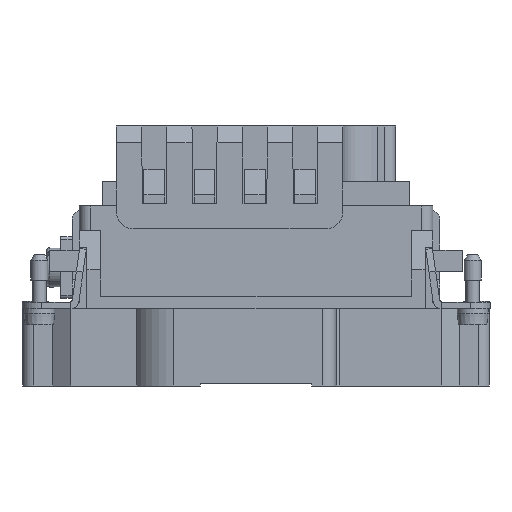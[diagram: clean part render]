
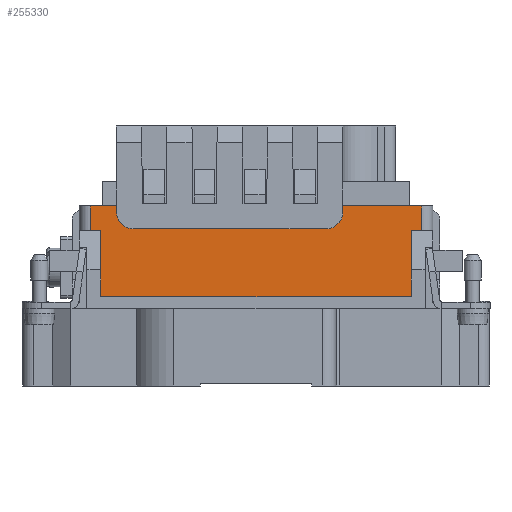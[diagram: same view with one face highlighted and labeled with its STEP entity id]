
A CAD part, front view. The second image highlights one B-rep face of the part: STEP entity #255330.
In plain terms, the highlighted face is planar.
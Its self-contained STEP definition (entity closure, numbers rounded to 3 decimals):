
#51480=CARTESIAN_POINT('',(6.064,64.652,
17.));
#51490=VERTEX_POINT('',#51480);
#51720=CARTESIAN_POINT('',(6.064,64.652,
5.2));
#51730=VERTEX_POINT('',#51720);
#51760=CARTESIAN_POINT('',(6.064,64.652,0.));
#51770=DIRECTION('',(0.,0.,1.));
#51780=VECTOR('',#51770,1.);
#51790=LINE('',#51760,#51780);
#51800=EDGE_CURVE('',#51730,#51490,#51790,.T.);
#180370=CARTESIAN_POINT('',(4.214,64.652,0.));
#180380=DIRECTION('',(0.,0.,1.));
#180390=VECTOR('',#180380,1.);
#180400=LINE('',#180370,#180390);
#180410=CARTESIAN_POINT('',(4.214,64.652,
0.8));
#180420=VERTEX_POINT('',#180410);
#180430=CARTESIAN_POINT('',(4.214,64.652,
5.2));
#180440=VERTEX_POINT('',#180430);
#180450=EDGE_CURVE('',#180420,#180440,#180400,.T.);
#185810=CARTESIAN_POINT('',(63.514,64.652,
5.2));
#185820=VERTEX_POINT('',#185810);
#185870=CARTESIAN_POINT('',(63.514,64.652,0.));
#185880=DIRECTION('',(0.,0.,-1.));
#185890=VECTOR('',#185880,1.);
#185900=LINE('',#185870,#185890);
#185910=CARTESIAN_POINT('',(63.514,64.652,
0.8));
#185920=VERTEX_POINT('',#185910);
#185930=EDGE_CURVE('',#185820,#185920,#185900,.T.);
#191110=CARTESIAN_POINT('',(61.664,64.652,
5.2));
#191120=VERTEX_POINT('',#191110);
#191210=CARTESIAN_POINT('',(61.664,64.652,
17.));
#191220=VERTEX_POINT('',#191210);
#191250=CARTESIAN_POINT('',(61.664,64.652,0.));
#191260=DIRECTION('',(0.,0.,-1.));
#191270=VECTOR('',#191260,1.);
#191280=LINE('',#191250,#191270);
#191290=EDGE_CURVE('',#191220,#191120,#191280,.T.);
#192600=CARTESIAN_POINT('',(0.,64.652,5.2));
#192610=DIRECTION('',(1.,0.,0.));
#192620=VECTOR('',#192610,1.);
#192630=LINE('',#192600,#192620);
#192640=EDGE_CURVE('',#191120,#185820,#192630,.T.);
#200610=CARTESIAN_POINT('',(0.,64.652,17.));
#200620=DIRECTION('',(-1.,0.,0.));
#200630=VECTOR('',#200620,1.);
#200640=LINE('',#200610,#200630);
#200650=EDGE_CURVE('',#191220,#51490,#200640,.T.);
#219250=CARTESIAN_POINT('',(0.,64.652,5.2));
#219260=DIRECTION('',(1.,0.,0.));
#219270=VECTOR('',#219260,1.);
#219280=LINE('',#219250,#219270);
#219290=EDGE_CURVE('',#180440,#51730,#219280,.T.);
#254630=CARTESIAN_POINT('',(63.664,64.652,
5.2));
#254640=DIRECTION('',(0.,1.,-0.));
#254650=DIRECTION('',(-1.,0.,0.));
#254660=AXIS2_PLACEMENT_3D('',#254630,#254640,#254650);
#254670=PLANE('',#254660);
#254680=CARTESIAN_POINT('',(0.,64.652,0.8));
#254690=DIRECTION('',(1.,0.,0.));
#254700=VECTOR('',#254690,1.);
#254710=LINE('',#254680,#254700);
#254720=CARTESIAN_POINT('',(49.414,64.652,
0.8));
#254730=VERTEX_POINT('',#254720);
#254740=EDGE_CURVE('',#254730,#185920,#254710,.T.);
#254750=ORIENTED_EDGE('',*,*,#254740,.F.);
#254760=ORIENTED_EDGE('',*,*,#185930,.T.);
#254770=ORIENTED_EDGE('',*,*,#192640,.T.);
#254780=ORIENTED_EDGE('',*,*,#191290,.T.);
#254790=ORIENTED_EDGE('',*,*,#200650,.F.);
#254800=ORIENTED_EDGE('',*,*,#51800,.T.);
#254810=ORIENTED_EDGE('',*,*,#219290,.T.);
#254820=ORIENTED_EDGE('',*,*,#180450,.T.);
#254830=CARTESIAN_POINT('',(0.,64.652,0.8));
#254840=DIRECTION('',(1.,0.,0.));
#254850=VECTOR('',#254840,1.);
#254860=LINE('',#254830,#254850);
#254870=CARTESIAN_POINT('',(8.914,64.652,
0.8));
#254880=VERTEX_POINT('',#254870);
#254890=EDGE_CURVE('',#180420,#254880,#254860,.T.);
#254900=ORIENTED_EDGE('',*,*,#254890,.F.);
#254910=CARTESIAN_POINT('',(8.914,64.652,0.));
#254920=DIRECTION('',(0.,0.,-1.));
#254930=VECTOR('',#254920,1.);
#254940=LINE('',#254910,#254930);
#254950=CARTESIAN_POINT('',(8.914,64.652,
1.9));
#254960=VERTEX_POINT('',#254950);
#254970=EDGE_CURVE('',#254960,#254880,#254940,.T.);
#254980=ORIENTED_EDGE('',*,*,#254970,.T.);
#254990=CARTESIAN_POINT('',(11.914,64.652,
1.9));
#255000=DIRECTION('',(0.,-1.,0.));
#255010=DIRECTION('',(1.,0.,0.));
#255020=AXIS2_PLACEMENT_3D('',#254990,#255000,#255010);
#255030=CIRCLE('',#255020,3.);
#255040=CARTESIAN_POINT('',(11.914,64.652,
4.9));
#255050=VERTEX_POINT('',#255040);
#255060=EDGE_CURVE('',#255050,#254960,#255030,.T.);
#255070=ORIENTED_EDGE('',*,*,#255060,.T.);
#255080=CARTESIAN_POINT('',(0.,64.652,4.9));
#255090=DIRECTION('',(1.,0.,0.));
#255100=VECTOR('',#255090,1.);
#255110=LINE('',#255080,#255100);
#255120=CARTESIAN_POINT('',(46.414,64.652,
4.9));
#255130=VERTEX_POINT('',#255120);
#255140=EDGE_CURVE('',#255050,#255130,#255110,.T.);
#255150=ORIENTED_EDGE('',*,*,#255140,.F.);
#255160=CARTESIAN_POINT('',(46.414,64.652,
1.9));
#255170=DIRECTION('',(0.,1.,0.));
#255180=DIRECTION('',(-1.,0.,0.));
#255190=AXIS2_PLACEMENT_3D('',#255160,#255170,#255180);
#255200=CIRCLE('',#255190,3.);
#255210=CARTESIAN_POINT('',(49.414,64.652,
1.9));
#255220=VERTEX_POINT('',#255210);
#255230=EDGE_CURVE('',#255130,#255220,#255200,.T.);
#255240=ORIENTED_EDGE('',*,*,#255230,.F.);
#255250=CARTESIAN_POINT('',(49.414,64.652,0.));
#255260=DIRECTION('',(0.,0.,1.));
#255270=VECTOR('',#255260,1.);
#255280=LINE('',#255250,#255270);
#255290=EDGE_CURVE('',#254730,#255220,#255280,.T.);
#255300=ORIENTED_EDGE('',*,*,#255290,.T.);
#255310=EDGE_LOOP('',(#255300,#255240,#255150,#255070,#254980,#254900,
#254820,#254810,#254800,#254790,#254780,#254770,#254760,#254750));
#255320=FACE_OUTER_BOUND('',#255310,.T.);
#255330=ADVANCED_FACE('',(#255320),#254670,.T.);
